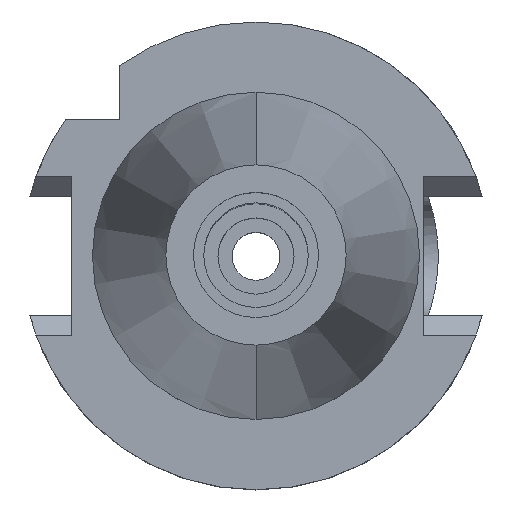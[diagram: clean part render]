
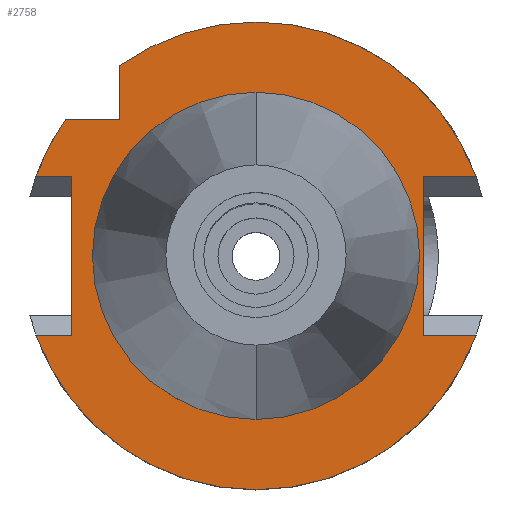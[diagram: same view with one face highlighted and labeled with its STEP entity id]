
A CAD part, top view. The second image highlights one B-rep face of the part: STEP entity #2758.
In plain terms, the highlighted planar face has unit normal (0, 0, 1).
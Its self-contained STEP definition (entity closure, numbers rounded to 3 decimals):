
#108=CARTESIAN_POINT('',(0.,0.,-1.));
#109=DIRECTION('',(0.,0.,-1.));
#110=DIRECTION('',(-0.582,0.813,0.));
#111=AXIS2_PLACEMENT_3D('',#108,#109,#110);
#116=CARTESIAN_POINT('',(0.,0.,-1.));
#117=DIRECTION('',(0.,0.,-1.));
#118=DIRECTION('',(0.,1.,0.));
#119=AXIS2_PLACEMENT_3D('',#116,#117,#118);
#124=DIRECTION('',(0.,-1.,0.));
#125=VECTOR('',#124,21.5);
#126=CARTESIAN_POINT('',(22.7,10.75,-1.));
#127=LINE('',#126,#125);
#131=DIRECTION('',(1.,0.,0.));
#132=VECTOR('',#131,7.201);
#133=CARTESIAN_POINT('',(22.7,-10.75,-1.));
#134=LINE('',#133,#132);
#138=CARTESIAN_POINT('',(0.,0.,-1.));
#139=DIRECTION('',(0.,0.,-1.));
#140=DIRECTION('',(0.941,-0.338,0.));
#141=AXIS2_PLACEMENT_3D('',#138,#139,#140);
#146=CARTESIAN_POINT('',(0.,0.,-1.));
#147=DIRECTION('',(0.,0.,-1.));
#148=DIRECTION('',(0.,-1.,0.));
#149=AXIS2_PLACEMENT_3D('',#146,#147,#148);
#154=DIRECTION('',(-1.,0.,0.));
#155=VECTOR('',#154,4.901);
#156=CARTESIAN_POINT('',(-25.,10.75,-1.));
#157=LINE('',#156,#155);
#161=CARTESIAN_POINT('',(0.,0.,-1.));
#162=DIRECTION('',(0.,0.,-1.));
#163=DIRECTION('',(-0.941,0.338,0.));
#164=AXIS2_PLACEMENT_3D('',#161,#162,#163);
#169=CARTESIAN_POINT('',(0.,0.,-1.));
#170=DIRECTION('',(0.,0.,1.));
#171=DIRECTION('',(0.,-1.,0.));
#172=AXIS2_PLACEMENT_3D('',#169,#170,#171);
#177=CARTESIAN_POINT('',(0.,0.,-1.));
#178=DIRECTION('',(0.,0.,1.));
#179=DIRECTION('',(0.,1.,0.));
#180=AXIS2_PLACEMENT_3D('',#177,#178,#179);
#202=DIRECTION('',(0.,-1.,0.));
#203=VECTOR('',#202,7.334);
#204=CARTESIAN_POINT('',(-18.5,25.834,-1.));
#205=LINE('',#204,#203);
#315=DIRECTION('',(-1.,0.,0.));
#316=VECTOR('',#315,7.334);
#317=CARTESIAN_POINT('',(-18.5,18.5,-1.));
#318=LINE('',#317,#316);
#368=DIRECTION('',(0.,-1.,0.));
#369=VECTOR('',#368,21.5);
#370=CARTESIAN_POINT('',(-25.,10.75,-1.));
#371=LINE('',#370,#369);
#545=DIRECTION('',(-1.,0.,0.));
#546=VECTOR('',#545,4.901);
#547=CARTESIAN_POINT('',(-25.,-10.75,-1.));
#548=LINE('',#547,#546);
#618=DIRECTION('',(1.,0.,0.));
#619=VECTOR('',#618,7.201);
#620=CARTESIAN_POINT('',(22.7,10.75,-1.));
#621=LINE('',#620,#619);
#2273=CARTESIAN_POINT('',(0.,22.225,-1.));
#2274=VERTEX_POINT('',#2273);
#2275=CARTESIAN_POINT('',(0.,-22.225,-1.));
#2276=VERTEX_POINT('',#2275);
#2277=CARTESIAN_POINT('',(-18.5,25.834,-1.));
#2278=CARTESIAN_POINT('',(-18.5,18.5,-1.));
#2279=VERTEX_POINT('',#2277);
#2280=VERTEX_POINT('',#2278);
#2281=CARTESIAN_POINT('',(0.,31.775,-1.));
#2282=CARTESIAN_POINT('',(29.901,10.75,-1.));
#2283=VERTEX_POINT('',#2281);
#2284=VERTEX_POINT('',#2282);
#2285=CARTESIAN_POINT('',(22.7,10.75,-1.));
#2286=VERTEX_POINT('',#2285);
#2287=CARTESIAN_POINT('',(22.7,-10.75,-1.));
#2288=VERTEX_POINT('',#2287);
#2289=CARTESIAN_POINT('',(29.901,-10.75,-1.));
#2290=VERTEX_POINT('',#2289);
#2291=CARTESIAN_POINT('',(0.,-31.775,-1.));
#2292=CARTESIAN_POINT('',(-29.901,-10.75,-1.));
#2293=VERTEX_POINT('',#2291);
#2294=VERTEX_POINT('',#2292);
#2295=CARTESIAN_POINT('',(-25.,-10.75,-1.));
#2296=VERTEX_POINT('',#2295);
#2297=CARTESIAN_POINT('',(-25.,10.75,-1.));
#2298=VERTEX_POINT('',#2297);
#2299=CARTESIAN_POINT('',(-29.901,10.75,-1.));
#2300=VERTEX_POINT('',#2299);
#2301=CARTESIAN_POINT('',(-25.834,18.5,-1.));
#2302=VERTEX_POINT('',#2301);
#2721=CARTESIAN_POINT('',(0.,0.,-1.));
#2722=DIRECTION('',(0.,0.,1.));
#2723=DIRECTION('',(0.,1.,0.));
#2724=AXIS2_PLACEMENT_3D('',#2721,#2722,#2723);
#2725=PLANE('',#2724);
#2727=ORIENTED_EDGE('',*,*,#2726,.F.);
#2729=ORIENTED_EDGE('',*,*,#2728,.T.);
#2731=ORIENTED_EDGE('',*,*,#2730,.T.);
#2733=ORIENTED_EDGE('',*,*,#2732,.F.);
#2735=ORIENTED_EDGE('',*,*,#2734,.T.);
#2737=ORIENTED_EDGE('',*,*,#2736,.T.);
#2739=ORIENTED_EDGE('',*,*,#2738,.T.);
#2741=ORIENTED_EDGE('',*,*,#2740,.T.);
#2743=ORIENTED_EDGE('',*,*,#2742,.F.);
#2745=ORIENTED_EDGE('',*,*,#2744,.F.);
#2747=ORIENTED_EDGE('',*,*,#2746,.T.);
#2749=ORIENTED_EDGE('',*,*,#2748,.T.);
#2751=ORIENTED_EDGE('',*,*,#2750,.F.);
#2752=EDGE_LOOP('',(#2727,#2729,#2731,#2733,#2735,#2737,#2739,#2741,#2743,#2745,
#2747,#2749,#2751));
#2753=FACE_OUTER_BOUND('',#2752,.F.);
#2754=ORIENTED_EDGE('',*,*,#2700,.T.);
#2755=ORIENTED_EDGE('',*,*,#2716,.T.);
#2756=EDGE_LOOP('',(#2754,#2755));
#2757=FACE_BOUND('',#2756,.F.);
#112=CIRCLE('',#111,31.775);
#120=CIRCLE('',#119,31.775);
#142=CIRCLE('',#141,31.775);
#150=CIRCLE('',#149,31.775);
#165=CIRCLE('',#164,31.775);
#173=CIRCLE('',#172,22.225);
#181=CIRCLE('',#180,22.225);
#2700=EDGE_CURVE('',#2276,#2274,#173,.T.);
#2716=EDGE_CURVE('',#2274,#2276,#181,.T.);
#2726=EDGE_CURVE('',#2279,#2280,#205,.T.);
#2728=EDGE_CURVE('',#2279,#2283,#112,.T.);
#2730=EDGE_CURVE('',#2283,#2284,#120,.T.);
#2732=EDGE_CURVE('',#2286,#2284,#621,.T.);
#2734=EDGE_CURVE('',#2286,#2288,#127,.T.);
#2736=EDGE_CURVE('',#2288,#2290,#134,.T.);
#2738=EDGE_CURVE('',#2290,#2293,#142,.T.);
#2740=EDGE_CURVE('',#2293,#2294,#150,.T.);
#2742=EDGE_CURVE('',#2296,#2294,#548,.T.);
#2744=EDGE_CURVE('',#2298,#2296,#371,.T.);
#2746=EDGE_CURVE('',#2298,#2300,#157,.T.);
#2748=EDGE_CURVE('',#2300,#2302,#165,.T.);
#2750=EDGE_CURVE('',#2280,#2302,#318,.T.);
#2758=ADVANCED_FACE('',(#2753,#2757),#2725,.T.);
